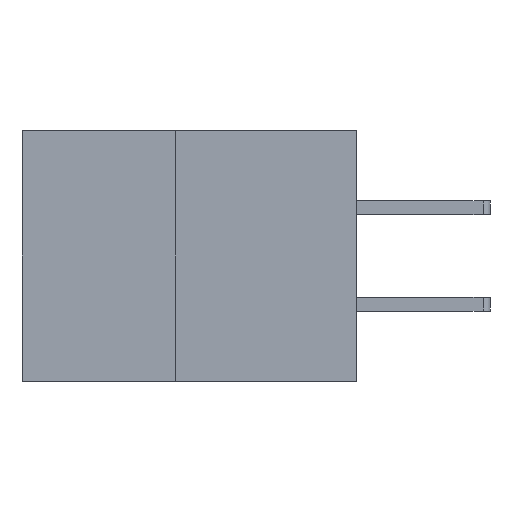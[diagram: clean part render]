
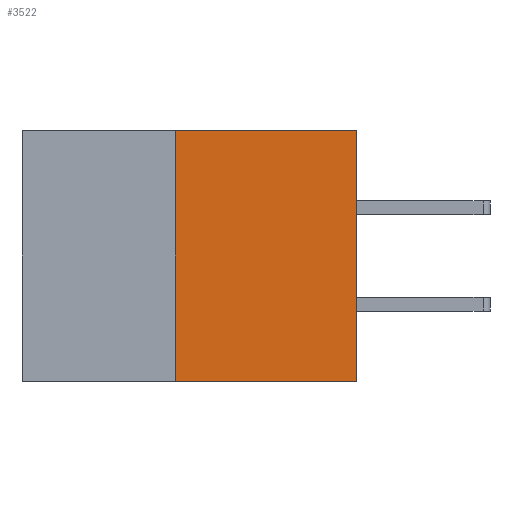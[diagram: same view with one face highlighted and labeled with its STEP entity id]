
A CAD part, front view. The second image highlights one B-rep face of the part: STEP entity #3522.
In plain terms, the highlighted planar face has unit normal (0, -1, 0).
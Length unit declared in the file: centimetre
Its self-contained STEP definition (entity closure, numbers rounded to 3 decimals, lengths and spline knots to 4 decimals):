
#179=PLANE($,#3818);
#372=FACE_OUTER_BOUND($,#563,.T.);
#563=EDGE_LOOP($,(#3124,#3125,#3126,#3127));
#964=LINE($,#5763,#1356);
#965=LINE($,#5765,#1357);
#966=LINE($,#5767,#1358);
#967=LINE($,#5768,#1359);
#1356=VECTOR($,#4755,0.65);
#1357=VECTOR($,#4756,0.9);
#1358=VECTOR($,#4757,0.65);
#1359=VECTOR($,#4758,0.9);
#1796=VERTEX_POINT($,#5761);
#1797=VERTEX_POINT($,#5762);
#1798=VERTEX_POINT($,#5764);
#1799=VERTEX_POINT($,#5766);
#2276=EDGE_CURVE($,#1796,#1797,#964,.T.);
#2277=EDGE_CURVE($,#1796,#1798,#965,.T.);
#2278=EDGE_CURVE($,#1799,#1798,#966,.T.);
#2279=EDGE_CURVE($,#1797,#1799,#967,.T.);
#3124=ORIENTED_EDGE($,*,*,#2276,.F.);
#3125=ORIENTED_EDGE($,*,*,#2277,.T.);
#3126=ORIENTED_EDGE($,*,*,#2278,.F.);
#3127=ORIENTED_EDGE($,*,*,#2279,.F.);
#3522=ADVANCED_FACE($,(#372),#179,.T.);
#3818=AXIS2_PLACEMENT_3D($,#5760,#4753,#4754);
#4753=DIRECTION('center_axis',(0.,-1.,0.));
#4754=DIRECTION('ref_axis',(1.,0.,0.));
#4755=DIRECTION($,(-1.,0.,0.));
#4756=DIRECTION($,(0.,0.,1.));
#4757=DIRECTION($,(1.,0.,0.));
#4758=DIRECTION($,(0.,0.,1.));
#5760=CARTESIAN_POINT('Origin',(-0.65,0.,0.));
#5761=CARTESIAN_POINT('',(0.,0.,0.));
#5762=CARTESIAN_POINT('',(-0.65,0.,0.));
#5763=CARTESIAN_POINT($,(0.,0.,0.));
#5764=CARTESIAN_POINT('',(0.,0.,0.9));
#5765=CARTESIAN_POINT($,(0.,0.,0.));
#5766=CARTESIAN_POINT('',(-0.65,0.,0.9));
#5767=CARTESIAN_POINT($,(0.,0.,0.9));
#5768=CARTESIAN_POINT($,(-0.65,0.,0.));
